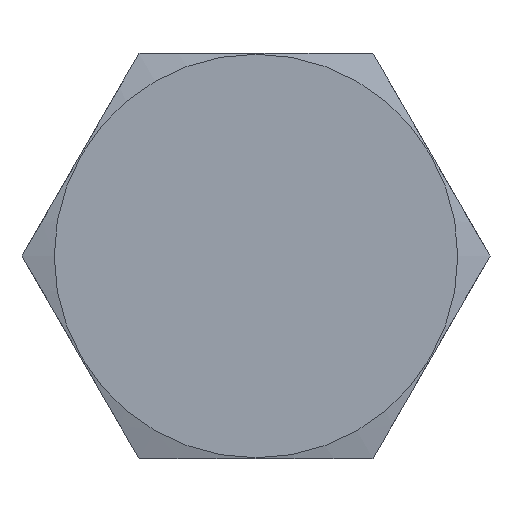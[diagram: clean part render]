
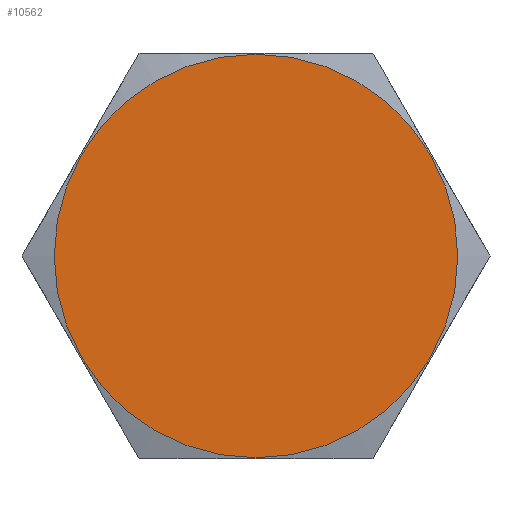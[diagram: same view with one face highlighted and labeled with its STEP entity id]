
A CAD part, left-side view. The second image highlights one B-rep face of the part: STEP entity #10562.
In plain terms, the highlighted planar face has unit normal (-1, 0, 0).
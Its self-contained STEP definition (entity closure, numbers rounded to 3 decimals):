
#732 = VERTEX_POINT ( 'NONE', #10763 ) ;
#1471 = PLANE ( 'NONE',  #13510 ) ;
#2417 = EDGE_LOOP ( 'NONE', ( #4430 ) ) ;
#4358 = FACE_OUTER_BOUND ( 'NONE', #2417, .T. ) ;
#4430 = ORIENTED_EDGE ( 'NONE', *, *, #6445, .T. ) ;
#4440 = DIRECTION ( 'NONE',  ( 1., 0., 0. ) ) ;
#6073 = CARTESIAN_POINT ( 'NONE',  ( 0., 0., 0. ) ) ;
#6445 = EDGE_CURVE ( 'NONE', #732, #732, #14685, .T. ) ;
#6608 = AXIS2_PLACEMENT_3D ( 'NONE', #6073, #17500, #10399 ) ;
#10009 = CARTESIAN_POINT ( 'NONE',  ( 0., 54.5, 0. ) ) ;
#10102 = DIRECTION ( 'NONE',  ( 0., 0., -1. ) ) ;
#10399 = DIRECTION ( 'NONE',  ( 0., 0., 1. ) ) ;
#10562 = ADVANCED_FACE ( 'NONE', ( #4358 ), #1471, .F. ) ;
#10763 = CARTESIAN_POINT ( 'NONE',  ( 0., 0., 44.8 ) ) ;
#13510 = AXIS2_PLACEMENT_3D ( 'NONE', #10009, #4440, #10102 ) ;
#14685 = CIRCLE ( 'NONE', #6608, 44.8 ) ;
#17500 = DIRECTION ( 'NONE',  ( -1., 0., 0. ) ) ;
